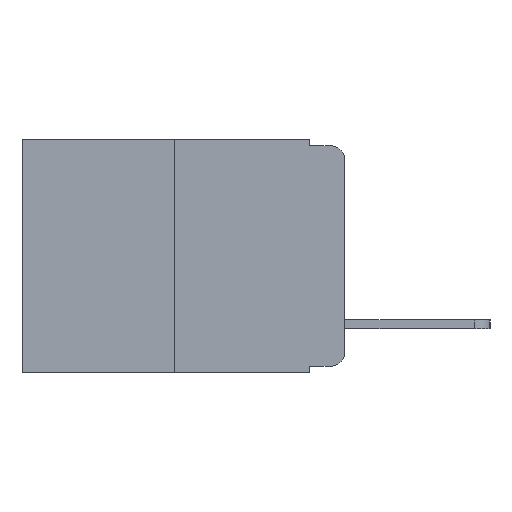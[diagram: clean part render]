
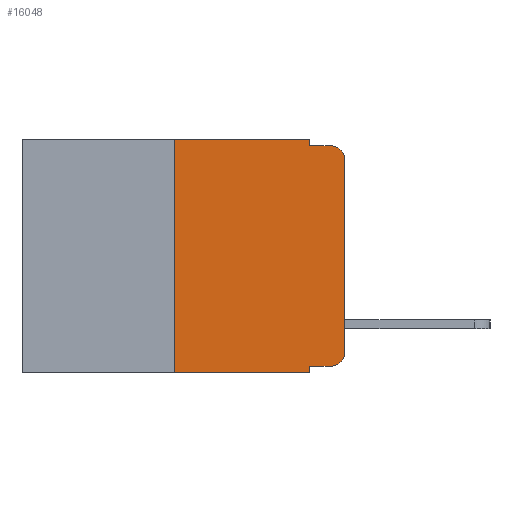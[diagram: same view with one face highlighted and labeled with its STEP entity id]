
A CAD part, left-side view. The second image highlights one B-rep face of the part: STEP entity #16048.
In plain terms, the highlighted planar face has unit normal (-1, 0, 0).
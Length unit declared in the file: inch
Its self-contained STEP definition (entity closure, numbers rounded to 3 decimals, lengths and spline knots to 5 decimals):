
#6 = CARTESIAN_POINT ( 'NONE',  ( 0., 0.02, -0.03 ) ) ;
#452 = AXIS2_PLACEMENT_3D ( 'NONE', #6, #10242, #1539 ) ;
#832 = ORIENTED_EDGE ( 'NONE', *, *, #9956, .T. ) ;
#833 = VECTOR ( 'NONE', #12208, 39.37008 ) ;
#1339 = VECTOR ( 'NONE', #14374, 39.37008 ) ;
#1539 = DIRECTION ( 'NONE',  ( 0., 0., -1. ) ) ;
#1563 = VECTOR ( 'NONE', #4584, 39.37008 ) ;
#1586 = DIRECTION ( 'NONE',  ( 1., 0., 0. ) ) ;
#2027 = DIRECTION ( 'NONE',  ( 0., -1., 0. ) ) ;
#2164 = DIRECTION ( 'NONE',  ( 0., 0., 1. ) ) ;
#2172 = EDGE_CURVE ( 'NONE', #11614, #4593, #16872, .T. ) ;
#2766 = ORIENTED_EDGE ( 'NONE', *, *, #8993, .F. ) ;
#2836 = VERTEX_POINT ( 'NONE', #12582 ) ;
#2869 = CIRCLE ( 'NONE', #452, 0.02 ) ;
#3149 = EDGE_CURVE ( 'NONE', #6865, #11614, #7115, .T. ) ;
#3925 = VERTEX_POINT ( 'NONE', #11373 ) ;
#3975 = AXIS2_PLACEMENT_3D ( 'NONE', #15413, #6908, #16833 ) ;
#4104 = EDGE_CURVE ( 'NONE', #6865, #6621, #9317, .T. ) ;
#4270 = CARTESIAN_POINT ( 'NONE',  ( 0., 0.051, 0. ) ) ;
#4584 = DIRECTION ( 'NONE',  ( 0., 0., -1. ) ) ;
#4593 = VERTEX_POINT ( 'NONE', #6542 ) ;
#4722 = LINE ( 'NONE', #10783, #833 ) ;
#4744 = VERTEX_POINT ( 'NONE', #8435 ) ;
#5119 = EDGE_CURVE ( 'NONE', #4744, #3925, #14584, .T. ) ;
#5250 = LINE ( 'NONE', #4270, #1339 ) ;
#5717 = VERTEX_POINT ( 'NONE', #10706 ) ;
#6247 = VECTOR ( 'NONE', #8637, 39.37008 ) ;
#6542 = CARTESIAN_POINT ( 'NONE',  ( 0., 0., -0.313 ) ) ;
#6589 = CARTESIAN_POINT ( 'NONE',  ( 0., 0., 0. ) ) ;
#6621 = VERTEX_POINT ( 'NONE', #11236 ) ;
#6638 = DIRECTION ( 'NONE',  ( 0., -1., 0. ) ) ;
#6865 = VERTEX_POINT ( 'NONE', #17252 ) ;
#6908 = DIRECTION ( 'NONE',  ( -1., 0., 0. ) ) ;
#7115 = LINE ( 'NONE', #14947, #13353 ) ;
#7127 = CARTESIAN_POINT ( 'NONE',  ( 0., 0., -0.03 ) ) ;
#7182 = CARTESIAN_POINT ( 'NONE',  ( 0., 0.473, -0.343 ) ) ;
#7205 = ORIENTED_EDGE ( 'NONE', *, *, #8047, .F. ) ;
#7315 = ORIENTED_EDGE ( 'NONE', *, *, #5119, .F. ) ;
#7743 = ORIENTED_EDGE ( 'NONE', *, *, #17170, .T. ) ;
#7964 = CARTESIAN_POINT ( 'NONE',  ( 0., 0.02, -0.333 ) ) ;
#8047 = EDGE_CURVE ( 'NONE', #5717, #9513, #5250, .T. ) ;
#8435 = CARTESIAN_POINT ( 'NONE',  ( 0., 0.25, -0.343 ) ) ;
#8637 = DIRECTION ( 'NONE',  ( 0., -1., 0. ) ) ;
#8993 = EDGE_CURVE ( 'NONE', #9513, #2836, #4722, .T. ) ;
#9317 = LINE ( 'NONE', #17381, #1563 ) ;
#9411 = CARTESIAN_POINT ( 'NONE',  ( 0., 0.25, 0. ) ) ;
#9418 = LINE ( 'NONE', #6589, #13175 ) ;
#9427 = ORIENTED_EDGE ( 'NONE', *, *, #11868, .T. ) ;
#9513 = VERTEX_POINT ( 'NONE', #11879 ) ;
#9956 = EDGE_CURVE ( 'NONE', #12705, #2836, #2869, .T. ) ;
#10197 = ORIENTED_EDGE ( 'NONE', *, *, #3149, .T. ) ;
#10215 = EDGE_LOOP ( 'NONE', ( #9427, #832, #2766, #7205, #10360, #7315, #7743, #18148, #10197, #12621 ) ) ;
#10242 = DIRECTION ( 'NONE',  ( -1., 0., 0. ) ) ;
#10299 = PLANE ( 'NONE',  #10680 ) ;
#10360 = ORIENTED_EDGE ( 'NONE', *, *, #18362, .F. ) ;
#10630 = VECTOR ( 'NONE', #2164, 39.37008 ) ;
#10680 = AXIS2_PLACEMENT_3D ( 'NONE', #14488, #1586, #11731 ) ;
#10706 = CARTESIAN_POINT ( 'NONE',  ( 0., 0.051, 0. ) ) ;
#10783 = CARTESIAN_POINT ( 'NONE',  ( 0., 0.051, -0.01 ) ) ;
#10915 = DIRECTION ( 'NONE',  ( 0., 0., 1. ) ) ;
#11135 = VECTOR ( 'NONE', #6638, 39.37008 ) ;
#11236 = CARTESIAN_POINT ( 'NONE',  ( 0., 0.051, -0.343 ) ) ;
#11373 = CARTESIAN_POINT ( 'NONE',  ( 0., 0.25, 0. ) ) ;
#11614 = VERTEX_POINT ( 'NONE', #7964 ) ;
#11731 = DIRECTION ( 'NONE',  ( 0., 0., -1. ) ) ;
#11868 = EDGE_CURVE ( 'NONE', #4593, #12705, #9418, .T. ) ;
#11879 = CARTESIAN_POINT ( 'NONE',  ( 0., 0.051, -0.01 ) ) ;
#12208 = DIRECTION ( 'NONE',  ( 0., -1., 0. ) ) ;
#12582 = CARTESIAN_POINT ( 'NONE',  ( 0., 0.02, -0.01 ) ) ;
#12621 = ORIENTED_EDGE ( 'NONE', *, *, #2172, .T. ) ;
#12705 = VERTEX_POINT ( 'NONE', #7127 ) ;
#13175 = VECTOR ( 'NONE', #10915, 39.37008 ) ;
#13353 = VECTOR ( 'NONE', #2027, 39.37008 ) ;
#13746 = CARTESIAN_POINT ( 'NONE',  ( 0., 0.473, 0. ) ) ;
#14068 = FACE_OUTER_BOUND ( 'NONE', #10215, .T. ) ;
#14374 = DIRECTION ( 'NONE',  ( 0., 0., -1. ) ) ;
#14488 = CARTESIAN_POINT ( 'NONE',  ( 0., 0.473, 0. ) ) ;
#14584 = LINE ( 'NONE', #9411, #10630 ) ;
#14947 = CARTESIAN_POINT ( 'NONE',  ( 0., 0.051, -0.333 ) ) ;
#15413 = CARTESIAN_POINT ( 'NONE',  ( 0., 0.02, -0.313 ) ) ;
#16048 = ADVANCED_FACE ( 'NONE', ( #14068 ), #10299, .F. ) ;
#16833 = DIRECTION ( 'NONE',  ( 0., 0., -1. ) ) ;
#16872 = CIRCLE ( 'NONE', #3975, 0.02 ) ;
#17170 = EDGE_CURVE ( 'NONE', #4744, #6621, #17579, .T. ) ;
#17252 = CARTESIAN_POINT ( 'NONE',  ( 0., 0.051, -0.333 ) ) ;
#17381 = CARTESIAN_POINT ( 'NONE',  ( 0., 0.051, 0. ) ) ;
#17579 = LINE ( 'NONE', #7182, #6247 ) ;
#18148 = ORIENTED_EDGE ( 'NONE', *, *, #4104, .F. ) ;
#18184 = LINE ( 'NONE', #13746, #11135 ) ;
#18362 = EDGE_CURVE ( 'NONE', #3925, #5717, #18184, .T. ) ;
